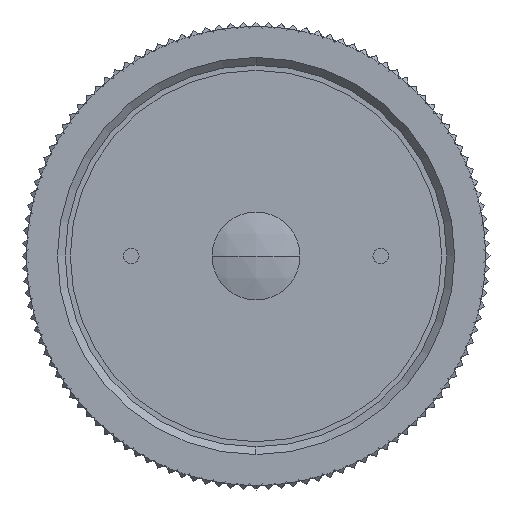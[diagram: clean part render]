
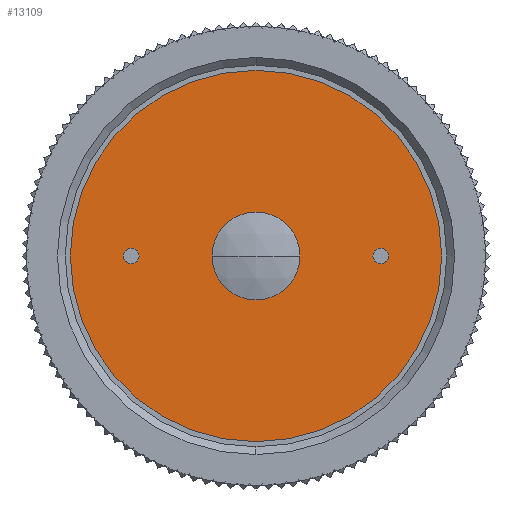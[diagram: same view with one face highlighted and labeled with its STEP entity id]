
A CAD part, left-side view. The second image highlights one B-rep face of the part: STEP entity #13109.
In plain terms, the highlighted planar face has unit normal (-1, 0, 0).
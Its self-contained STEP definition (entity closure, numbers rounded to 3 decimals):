
#734 = DIRECTION ( 'NONE',  ( 0., 0., -1. ) ) ;
#777 = CARTESIAN_POINT ( 'NONE',  ( -22.696, 0., -2.819 ) ) ;
#934 = CIRCLE ( 'NONE', #10285, 11.9 ) ;
#997 = CARTESIAN_POINT ( 'NONE',  ( -22.696, 0., 2.819 ) ) ;
#1136 = AXIS2_PLACEMENT_3D ( 'NONE', #5654, #13217, #15276 ) ;
#1232 = AXIS2_PLACEMENT_3D ( 'NONE', #16738, #22645, #24608 ) ;
#1967 = CIRCLE ( 'NONE', #13057, 0.5 ) ;
#2101 = VERTEX_POINT ( 'NONE', #19836 ) ;
#2151 = VERTEX_POINT ( 'NONE', #14373 ) ;
#3147 = VERTEX_POINT ( 'NONE', #777 ) ;
#3239 = VERTEX_POINT ( 'NONE', #14224 ) ;
#3585 = FACE_BOUND ( 'NONE', #22501, .T. ) ;
#3743 = AXIS2_PLACEMENT_3D ( 'NONE', #18909, #22769, #15144 ) ;
#4072 = EDGE_CURVE ( 'NONE', #14074, #16165, #4797, .T. ) ;
#4301 = VERTEX_POINT ( 'NONE', #21358 ) ;
#4485 = FACE_BOUND ( 'NONE', #10456, .T. ) ;
#4797 = CIRCLE ( 'NONE', #1232, 11.9 ) ;
#4960 = AXIS2_PLACEMENT_3D ( 'NONE', #15748, #9782, #23464 ) ;
#5646 = CIRCLE ( 'NONE', #1136, 0.5 ) ;
#5654 = CARTESIAN_POINT ( 'NONE',  ( -22.696, 8., 0. ) ) ;
#6103 = ORIENTED_EDGE ( 'NONE', *, *, #24567, .F. ) ;
#6310 = CIRCLE ( 'NONE', #21638, 2.819 ) ;
#6561 = EDGE_CURVE ( 'NONE', #3239, #2101, #10153, .T. ) ;
#6999 = CIRCLE ( 'NONE', #4960, 2.819 ) ;
#7015 = PLANE ( 'NONE',  #14116 ) ;
#7265 = ORIENTED_EDGE ( 'NONE', *, *, #4072, .T. ) ;
#7374 = DIRECTION ( 'NONE',  ( 0., 0., 1. ) ) ;
#8007 = ORIENTED_EDGE ( 'NONE', *, *, #13040, .F. ) ;
#8034 = DIRECTION ( 'NONE',  ( -1., 0., 0. ) ) ;
#8588 = AXIS2_PLACEMENT_3D ( 'NONE', #24908, #13189, #9508 ) ;
#9219 = EDGE_CURVE ( 'NONE', #16165, #14074, #934, .T. ) ;
#9508 = DIRECTION ( 'NONE',  ( 0., 0., 1. ) ) ;
#9782 = DIRECTION ( 'NONE',  ( -1., 0., 0. ) ) ;
#10153 = CIRCLE ( 'NONE', #8588, 0.5 ) ;
#10285 = AXIS2_PLACEMENT_3D ( 'NONE', #16335, #10693, #10449 ) ;
#10449 = DIRECTION ( 'NONE',  ( 0., 0., 1. ) ) ;
#10456 = EDGE_LOOP ( 'NONE', ( #12560, #22877 ) ) ;
#10693 = DIRECTION ( 'NONE',  ( -1., 0., 0. ) ) ;
#10795 = EDGE_LOOP ( 'NONE', ( #7265, #22204 ) ) ;
#12393 = FACE_BOUND ( 'NONE', #19534, .T. ) ;
#12560 = ORIENTED_EDGE ( 'NONE', *, *, #22559, .F. ) ;
#13040 = EDGE_CURVE ( 'NONE', #14188, #3147, #6310, .T. ) ;
#13057 = AXIS2_PLACEMENT_3D ( 'NONE', #23348, #17264, #7374 ) ;
#13109 = ADVANCED_FACE ( 'NONE', ( #4485, #12393, #3585, #16055 ), #7015, .F. ) ;
#13189 = DIRECTION ( 'NONE',  ( -1., 0., 0. ) ) ;
#13217 = DIRECTION ( 'NONE',  ( -1., 0., 0. ) ) ;
#13682 = CARTESIAN_POINT ( 'NONE',  ( -22.696, 0., -11.9 ) ) ;
#14074 = VERTEX_POINT ( 'NONE', #20197 ) ;
#14116 = AXIS2_PLACEMENT_3D ( 'NONE', #24097, #14776, #734 ) ;
#14188 = VERTEX_POINT ( 'NONE', #997 ) ;
#14224 = CARTESIAN_POINT ( 'NONE',  ( -22.696, -8., -0.5 ) ) ;
#14373 = CARTESIAN_POINT ( 'NONE',  ( -22.696, 8., 0.5 ) ) ;
#14776 = DIRECTION ( 'NONE',  ( 1., 0., 0. ) ) ;
#15125 = EDGE_CURVE ( 'NONE', #4301, #2151, #5646, .T. ) ;
#15144 = DIRECTION ( 'NONE',  ( 0., 0., 1. ) ) ;
#15276 = DIRECTION ( 'NONE',  ( 0., 0., 1. ) ) ;
#15748 = CARTESIAN_POINT ( 'NONE',  ( -22.696, 0., 0. ) ) ;
#16055 = FACE_OUTER_BOUND ( 'NONE', #10795, .T. ) ;
#16165 = VERTEX_POINT ( 'NONE', #13682 ) ;
#16335 = CARTESIAN_POINT ( 'NONE',  ( -22.696, 0., 0. ) ) ;
#16738 = CARTESIAN_POINT ( 'NONE',  ( -22.696, 0., 0. ) ) ;
#17264 = DIRECTION ( 'NONE',  ( -1., 0., 0. ) ) ;
#17849 = CARTESIAN_POINT ( 'NONE',  ( -22.696, 0., 0. ) ) ;
#18271 = EDGE_CURVE ( 'NONE', #3147, #14188, #6999, .T. ) ;
#18909 = CARTESIAN_POINT ( 'NONE',  ( -22.696, -8., 0. ) ) ;
#19168 = ORIENTED_EDGE ( 'NONE', *, *, #15125, .F. ) ;
#19534 = EDGE_LOOP ( 'NONE', ( #6103, #19168 ) ) ;
#19815 = DIRECTION ( 'NONE',  ( 0., 0., 1. ) ) ;
#19836 = CARTESIAN_POINT ( 'NONE',  ( -22.696, -8., 0.5 ) ) ;
#20197 = CARTESIAN_POINT ( 'NONE',  ( -22.696, 0., 11.9 ) ) ;
#20326 = CIRCLE ( 'NONE', #3743, 0.5 ) ;
#21358 = CARTESIAN_POINT ( 'NONE',  ( -22.696, 8., -0.5 ) ) ;
#21638 = AXIS2_PLACEMENT_3D ( 'NONE', #17849, #8034, #19815 ) ;
#22204 = ORIENTED_EDGE ( 'NONE', *, *, #9219, .T. ) ;
#22501 = EDGE_LOOP ( 'NONE', ( #8007, #24241 ) ) ;
#22559 = EDGE_CURVE ( 'NONE', #2101, #3239, #20326, .T. ) ;
#22645 = DIRECTION ( 'NONE',  ( -1., 0., 0. ) ) ;
#22769 = DIRECTION ( 'NONE',  ( -1., 0., 0. ) ) ;
#22877 = ORIENTED_EDGE ( 'NONE', *, *, #6561, .F. ) ;
#23348 = CARTESIAN_POINT ( 'NONE',  ( -22.696, 8., 0. ) ) ;
#23464 = DIRECTION ( 'NONE',  ( 0., 0., 1. ) ) ;
#24097 = CARTESIAN_POINT ( 'NONE',  ( -22.696, 2.819, 0. ) ) ;
#24241 = ORIENTED_EDGE ( 'NONE', *, *, #18271, .F. ) ;
#24567 = EDGE_CURVE ( 'NONE', #2151, #4301, #1967, .T. ) ;
#24608 = DIRECTION ( 'NONE',  ( 0., 0., 1. ) ) ;
#24908 = CARTESIAN_POINT ( 'NONE',  ( -22.696, -8., 0. ) ) ;
